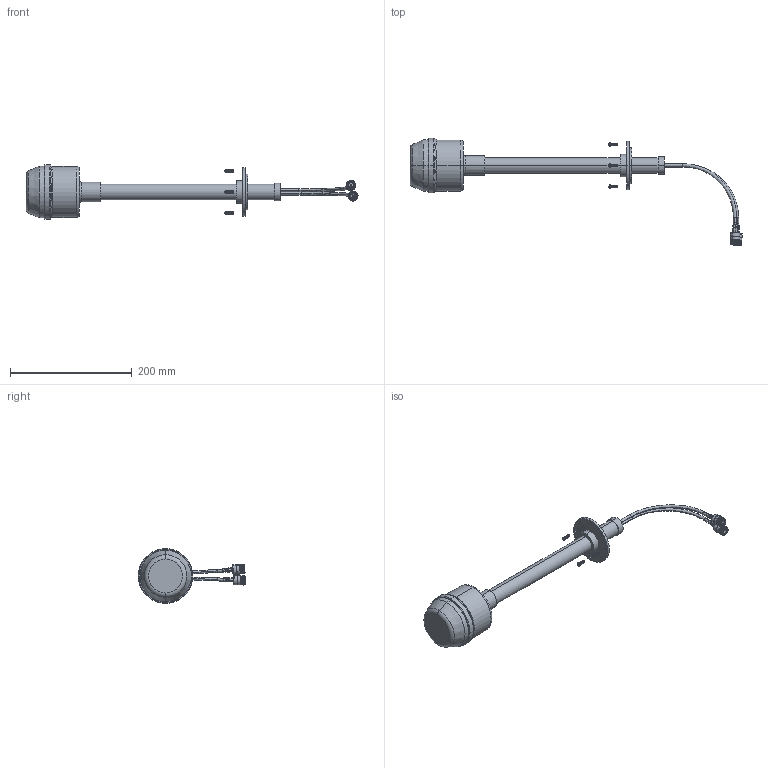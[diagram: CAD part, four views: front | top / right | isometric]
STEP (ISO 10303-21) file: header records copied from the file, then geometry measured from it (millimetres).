
FILE_DESCRIPTION (( 'STEP AP214' ), '1' );
FILE_NAME ('HGFH-225DPD.STEP', '2013-08-21T14:22:54', ( 'L-Com' ), ( 'L-Com Global Connectivity' ), 'SwSTEP 2.0', 'SolidWorks 2012', '' );
FILE_SCHEMA (( 'AUTOMOTIVE_DESIGN' ));
Length unit declared in the file: inch
Products named in the file (6): HGFH-225DPD_MS; HEATSH-HEX_stepd_195White; ANF-1508; HGFH-225DPD_195_6inch; HGFH-225DPD_Feed Horn; HGFH-225DPD
Assembly tree (11 placements, depth 2):
  HGFH-225DPD
    HGFH-225DPD_Feed Horn
    HGFH-225DPD_195_6inch  x2
    ANF-1508  x2
    HEATSH-HEX_stepd_195White  x2
    HGFH-225DPD_MS  x4
Bounding box: 546.16 x 176.88 x 90 mm (x, y, z)
Volume: 705609.4 mm3; surface area: 83292.6 mm2
Topology: 11 solids, 11 shells, 869 faces, 1830 edges, 1008 vertices
Faces by surface type: cone 528, cylinder 156, plane 139, torus 22, sphere 20, bspline 4
Entity records: 10662 total; most frequent: DIRECTION 1809, CARTESIAN_POINT 1534, ORIENTED_EDGE 1434, AXIS2_PLACEMENT_3D 747, EDGE_CURVE 717, VERTEX_POINT 408, CIRCLE 394, EDGE_LOOP 379
